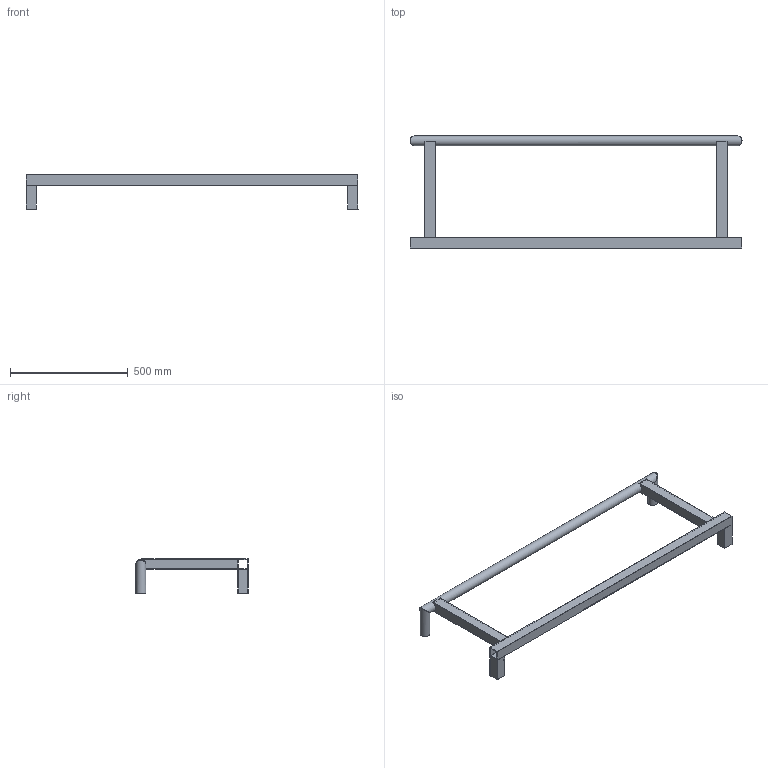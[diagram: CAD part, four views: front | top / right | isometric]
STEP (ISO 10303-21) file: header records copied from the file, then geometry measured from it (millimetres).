
FILE_DESCRIPTION(/* description */ (''),/* implementation_level */ '2;1');
FILE_NAME(/* name */ 'GE-18052.iam.stp',/* time_stamp */ '2018-01-01T11:22:48-08:00',/* author */ ('PhillipD'),/* organization */ (''),/* preprocessor_version */ 'ST-DEVELOPER v16.13',/* originating_system */ 'Autodesk Inventor 2018',/* authorisation */ '');
FILE_SCHEMA (('AUTOMOTIVE_DESIGN { 1 0 10303 214 3 1 1 }'));
Length unit declared in the file: inch
Products named in the file (6): GE-18052; GE-18052-01; GE-18052-04; GE-18052-03; GE-18052-02; GE-18052-05
Assembly tree (8 placements, depth 2):
  GE-18052
    GE-18052-01
    GE-18052-02  x2
    GE-18052-03  x2
    GE-18052-04
    GE-18052-05  x2
Bounding box: 1409.79 x 476.25 x 146.05 mm (x, y, z)
Volume: 1960964.2 mm3; surface area: 1197225.3 mm2
Topology: 8 solids, 8 shells, 66 faces, 150 edges, 100 vertices
Faces by surface type: plane 58, cylinder 8
Full cylindrical faces by diameter (mm): 35.052 x3, 42.164 x3
Entity records: 1459 total; most frequent: DIRECTION 206, CARTESIAN_POINT 200, ORIENTED_EDGE 172, EDGE_CURVE 86, LINE 74, VECTOR 74, AXIS2_PLACEMENT_3D 66, VERTEX_POINT 60
